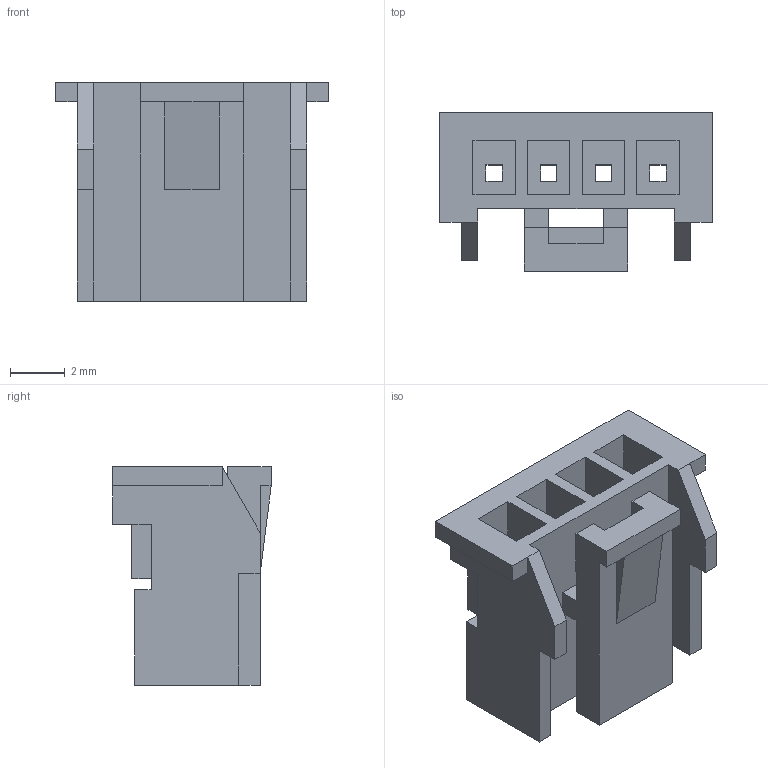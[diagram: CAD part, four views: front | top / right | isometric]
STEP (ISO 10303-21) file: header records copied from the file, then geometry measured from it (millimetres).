
FILE_DESCRIPTION(/* description */ (''),/* implementation_level */ '2;1');
FILE_NAME(/* name */ 'JST PAP-04V-S.stp',/* time_stamp */ '2021-05-11T01:02:05-04:00',/* author */ ('rabri'),/* organization */ (''),/* preprocessor_version */ 'ST-DEVELOPER v18',/* originating_system */ 'Autodesk Inventor 2020',/* authorisation */ '');
FILE_SCHEMA (('AUTOMOTIVE_DESIGN { 1 0 10303 214 3 1 1 }'));
Length unit declared in the file: millimetre
Products named in the file (3): JST PAP-04V-S; PAP-04V-S; logo
Assembly tree (2 placements, depth 2):
  JST PAP-04V-S
    PAP-04V-S
    logo
Bounding box: 10 x 5.8 x 8 mm (x, y, z)
Volume: 193.2 mm3; surface area: 553.8 mm2
Topology: 4 solids, 4 shells, 172 faces, 476 edges, 316 vertices
Faces by surface type: plane 109, bspline 63
Entity records: 5882 total; most frequent: CARTESIAN_POINT 1748, ORIENTED_EDGE 952, DIRECTION 606, EDGE_CURVE 476, LINE 350, VECTOR 350, VERTEX_POINT 316, EDGE_LOOP 186
